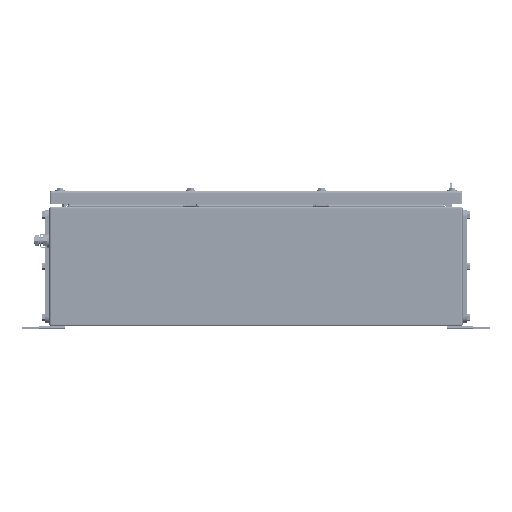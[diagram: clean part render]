
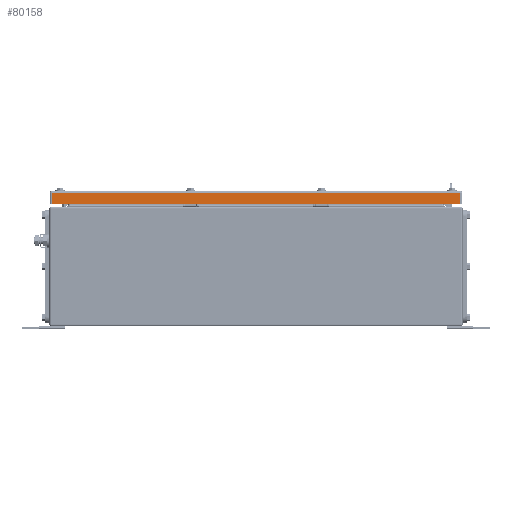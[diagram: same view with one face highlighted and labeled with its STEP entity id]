
A CAD part, front view. The second image highlights one B-rep face of the part: STEP entity #80158.
In plain terms, the highlighted planar face has unit normal (0, -1, 0).
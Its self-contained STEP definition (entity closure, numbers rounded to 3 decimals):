
#80131=AXIS2_PLACEMENT_3D('Plane Axis2P3D',#80128,#80129,#80130) ;
#79901=CARTESIAN_POINT('Vertex',(44.,11.5,200.5)) ;
#79904=CARTESIAN_POINT('Line Origine',(345.5,11.5,200.5)) ;
#79908=CARTESIAN_POINT('Vertex',(647.,11.5,200.5)) ;
#80128=CARTESIAN_POINT('Axis2P3D Location',(650.,11.5,183.5)) ;
#80133=CARTESIAN_POINT('Line Origine',(44.,11.5,192.)) ;
#80137=CARTESIAN_POINT('Vertex',(44.,11.5,183.5)) ;
#80140=CARTESIAN_POINT('Line Origine',(345.5,11.5,183.5)) ;
#80144=CARTESIAN_POINT('Vertex',(647.,11.5,183.5)) ;
#80147=CARTESIAN_POINT('Line Origine',(647.,11.5,192.)) ;
#79905=DIRECTION('Vector Direction',(1.,0.,0.)) ;
#80129=DIRECTION('Axis2P3D Direction',(0.,1.,0.)) ;
#80130=DIRECTION('Axis2P3D XDirection',(-1.,0.,0.)) ;
#80134=DIRECTION('Vector Direction',(0.,0.,1.)) ;
#80141=DIRECTION('Vector Direction',(-1.,0.,0.)) ;
#80148=DIRECTION('Vector Direction',(0.,0.,1.)) ;
#79906=VECTOR('Line Direction',#79905,1.) ;
#80135=VECTOR('Line Direction',#80134,1.) ;
#80142=VECTOR('Line Direction',#80141,1.) ;
#80149=VECTOR('Line Direction',#80148,1.) ;
#80153=ORIENTED_EDGE('',*,*,#79910,.F.) ;
#80154=ORIENTED_EDGE('',*,*,#80139,.F.) ;
#80155=ORIENTED_EDGE('',*,*,#80146,.T.) ;
#80156=ORIENTED_EDGE('',*,*,#80151,.T.) ;
#80158=ADVANCED_FACE('ZUB.2\\ZUB_DE_KTB_MH_910x610.1\\DE_KTB_MH_PART_MASTER.1\\Koerper.2',(#80157),#80132,.F.) ;
#79910=EDGE_CURVE('',#79902,#79909,#79907,.T.) ;
#80139=EDGE_CURVE('',#80138,#79902,#80136,.T.) ;
#80146=EDGE_CURVE('',#80138,#80145,#80143,.F.) ;
#80151=EDGE_CURVE('',#80145,#79909,#80150,.T.) ;
#80152=EDGE_LOOP('',(#80153,#80154,#80155,#80156)) ;
#80157=FACE_OUTER_BOUND('',#80152,.T.) ;
#79907=LINE('Line',#79904,#79906) ;
#80136=LINE('Line',#80133,#80135) ;
#80143=LINE('Line',#80140,#80142) ;
#80150=LINE('Line',#80147,#80149) ;
#80132=PLANE('',#80131) ;
#79902=VERTEX_POINT('',#79901) ;
#79909=VERTEX_POINT('',#79908) ;
#80138=VERTEX_POINT('',#80137) ;
#80145=VERTEX_POINT('',#80144) ;
